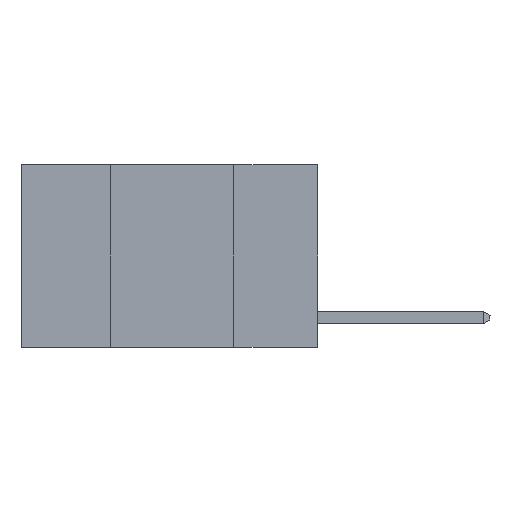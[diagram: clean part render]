
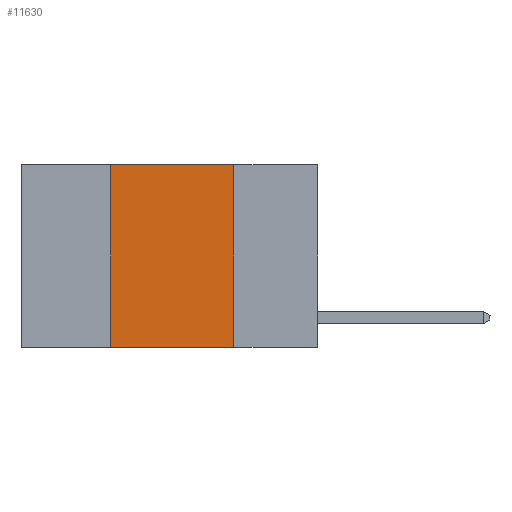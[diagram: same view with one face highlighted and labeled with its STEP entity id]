
A CAD part, left-side view. The second image highlights one B-rep face of the part: STEP entity #11630.
In plain terms, the highlighted planar face has unit normal (-1, 0, 0).
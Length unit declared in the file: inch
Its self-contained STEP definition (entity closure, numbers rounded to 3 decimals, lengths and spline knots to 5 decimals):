
#217 = ORIENTED_EDGE ( 'NONE', *, *, #8515, .F. ) ;
#547 = VECTOR ( 'NONE', #10703, 39.37008 ) ;
#558 = LINE ( 'NONE', #8226, #10413 ) ;
#879 = VECTOR ( 'NONE', #6137, 39.37008 ) ;
#1176 = AXIS2_PLACEMENT_3D ( 'NONE', #10554, #8726, #3031 ) ;
#1387 = ORIENTED_EDGE ( 'NONE', *, *, #11033, .F. ) ;
#2151 = PLANE ( 'NONE',  #1176 ) ;
#2490 = LINE ( 'NONE', #6763, #547 ) ;
#2536 = DIRECTION ( 'NONE',  ( 0., -1., 0. ) ) ;
#2823 = LINE ( 'NONE', #4138, #3732 ) ;
#3027 = CARTESIAN_POINT ( 'NONE',  ( 0., 0.17, 0. ) ) ;
#3031 = DIRECTION ( 'NONE',  ( 0., 0., -1. ) ) ;
#3204 = CARTESIAN_POINT ( 'NONE',  ( 0., 0.42, 0. ) ) ;
#3732 = VECTOR ( 'NONE', #5229, 39.37008 ) ;
#4118 = CARTESIAN_POINT ( 'NONE',  ( 0., 0.42, 0. ) ) ;
#4124 = VERTEX_POINT ( 'NONE', #9039 ) ;
#4138 = CARTESIAN_POINT ( 'NONE',  ( 0., 0.6, 0. ) ) ;
#4746 = EDGE_LOOP ( 'NONE', ( #1387, #217, #8265, #7291 ) ) ;
#5229 = DIRECTION ( 'NONE',  ( 0., -1., 0. ) ) ;
#6137 = DIRECTION ( 'NONE',  ( 0., 0., 1. ) ) ;
#6763 = CARTESIAN_POINT ( 'NONE',  ( 0., 0.17, 0. ) ) ;
#7008 = EDGE_CURVE ( 'NONE', #8647, #4124, #558, .T. ) ;
#7291 = ORIENTED_EDGE ( 'NONE', *, *, #7008, .T. ) ;
#7657 = VERTEX_POINT ( 'NONE', #3204 ) ;
#7866 = VERTEX_POINT ( 'NONE', #3027 ) ;
#8226 = CARTESIAN_POINT ( 'NONE',  ( 0., 0.6, -0.37 ) ) ;
#8265 = ORIENTED_EDGE ( 'NONE', *, *, #10460, .F. ) ;
#8515 = EDGE_CURVE ( 'NONE', #7657, #7866, #2823, .T. ) ;
#8647 = VERTEX_POINT ( 'NONE', #11486 ) ;
#8726 = DIRECTION ( 'NONE',  ( 1., 0., 0. ) ) ;
#9039 = CARTESIAN_POINT ( 'NONE',  ( 0., 0.17, -0.37 ) ) ;
#10090 = LINE ( 'NONE', #4118, #879 ) ;
#10413 = VECTOR ( 'NONE', #2536, 39.37008 ) ;
#10460 = EDGE_CURVE ( 'NONE', #8647, #7657, #10090, .T. ) ;
#10554 = CARTESIAN_POINT ( 'NONE',  ( 0., 0.6, 0. ) ) ;
#10703 = DIRECTION ( 'NONE',  ( 0., 0., -1. ) ) ;
#11033 = EDGE_CURVE ( 'NONE', #7866, #4124, #2490, .T. ) ;
#11486 = CARTESIAN_POINT ( 'NONE',  ( 0., 0.42, -0.37 ) ) ;
#11630 = ADVANCED_FACE ( 'NONE', ( #12292 ), #2151, .F. ) ;
#12292 = FACE_OUTER_BOUND ( 'NONE', #4746, .T. ) ;
